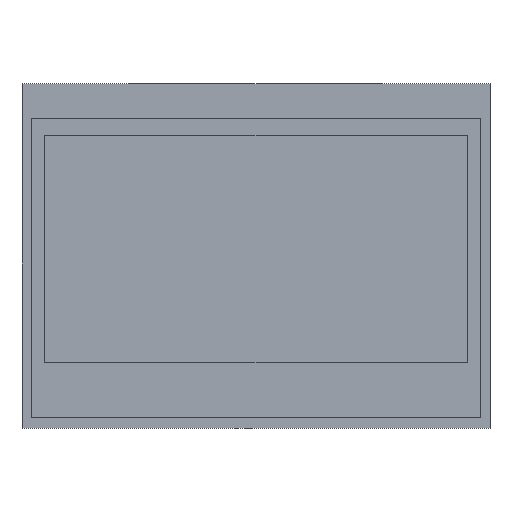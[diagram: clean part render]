
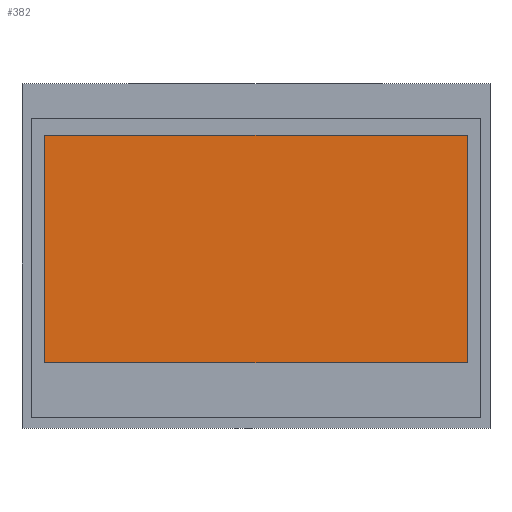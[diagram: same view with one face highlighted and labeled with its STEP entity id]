
A CAD part, top view. The second image highlights one B-rep face of the part: STEP entity #382.
In plain terms, the highlighted planar face has unit normal (0, 0, 1).
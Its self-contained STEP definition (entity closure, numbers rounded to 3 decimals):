
#38=FACE_OUTER_BOUND('',#62,.T.);
#62=EDGE_LOOP('',(#310,#311,#312,#313));
#96=LINE('',#589,#144);
#99=LINE('',#595,#147);
#102=LINE('',#601,#150);
#105=LINE('',#605,#153);
#144=VECTOR('',#485,10.);
#147=VECTOR('',#490,10.);
#150=VECTOR('',#495,10.);
#153=VECTOR('',#500,10.);
#184=VERTEX_POINT('',#586);
#185=VERTEX_POINT('',#588);
#187=VERTEX_POINT('',#594);
#189=VERTEX_POINT('',#600);
#224=EDGE_CURVE('',#185,#184,#96,.T.);
#227=EDGE_CURVE('',#187,#185,#99,.T.);
#230=EDGE_CURVE('',#189,#187,#102,.T.);
#233=EDGE_CURVE('',#184,#189,#105,.T.);
#310=ORIENTED_EDGE('',*,*,#233,.T.);
#311=ORIENTED_EDGE('',*,*,#230,.T.);
#312=ORIENTED_EDGE('',*,*,#227,.T.);
#313=ORIENTED_EDGE('',*,*,#224,.T.);
#358=PLANE('',#423);
#382=ADVANCED_FACE('',(#38),#358,.T.);
#423=AXIS2_PLACEMENT_3D('',#606,#501,#502);
#485=DIRECTION('',(0.,-1.,0.));
#490=DIRECTION('',(-1.,0.,0.));
#495=DIRECTION('',(0.,1.,0.));
#500=DIRECTION('',(1.,0.,0.));
#501=DIRECTION('center_axis',(0.,0.,1.));
#502=DIRECTION('ref_axis',(1.,0.,0.));
#586=CARTESIAN_POINT('',(-21.21,-26.77,7.34));
#588=CARTESIAN_POINT('',(-21.21,-3.93,7.34));
#589=CARTESIAN_POINT('',(-21.21,-9.64,7.34));
#594=CARTESIAN_POINT('',(21.21,-3.93,7.34));
#595=CARTESIAN_POINT('',(10.605,-3.93,7.34));
#600=CARTESIAN_POINT('',(21.21,-26.77,7.34));
#601=CARTESIAN_POINT('',(21.21,-21.06,7.34));
#605=CARTESIAN_POINT('',(-10.605,-26.77,7.34));
#606=CARTESIAN_POINT('Origin',(0.,-15.35,7.34));
